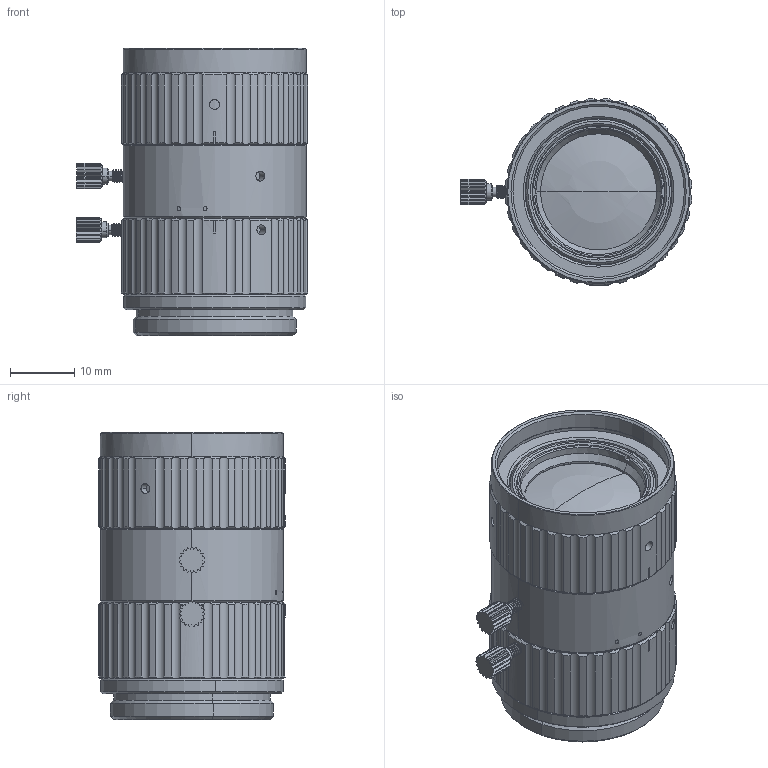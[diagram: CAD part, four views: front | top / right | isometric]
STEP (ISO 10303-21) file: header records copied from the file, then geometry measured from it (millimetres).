
FILE_DESCRIPTION(('FreeCAD Model'),'2;1');
FILE_NAME('Open CASCADE Shape Model','2025-01-21T10:25:24',('Author'),( ''),'Open CASCADE STEP processor 7.8','FreeCAD','Unknown');
FILE_SCHEMA(('AUTOMOTIVE_DESIGN { 1 0 10303 214 1 1 1 1 }'));
Length unit declared in the file: millimetre
Products named in the file (16): VA-LCM-10MP-16MM-F2.8-015; MSBR-68; MSBR-67; MSBR-61; MSBR-60; MSBR-59; MSBR-58; MSBR-57; MSBR-56; MSBR-52; MSBR-47; MSBR-46; MSBR-43; MSBR-42; MSBR-37; MSBR-1
Assembly tree (15 placements, depth 2):
  VA-LCM-10MP-16MM-F2.8-015
    MSBR-68
    MSBR-67
    MSBR-61
    MSBR-60
    MSBR-59
    MSBR-58
    MSBR-57
    MSBR-56
    MSBR-52
    MSBR-47
    MSBR-46
    MSBR-43
    MSBR-42
    MSBR-37
    MSBR-1
Bounding box: 35.98 x 28.98 x 44.55 mm (x, y, z)
Volume: 9519.8 mm3; surface area: 18903.9 mm2
Topology: 14 solids, 15 shells, 907 faces, 2274 edges, 1412 vertices
Faces by surface type: cylinder 372, cone 310, plane 187, bspline 18, torus 12, sphere 8
Entity records: 34417 total; most frequent: CARTESIAN_POINT 12603, ORIENTED_EDGE 4532, DIRECTION 4491, EDGE_CURVE 2266, AXIS2_PLACEMENT_3D 1856, VERTEX_POINT 1414, FACE_BOUND 996, EDGE_LOOP 996
